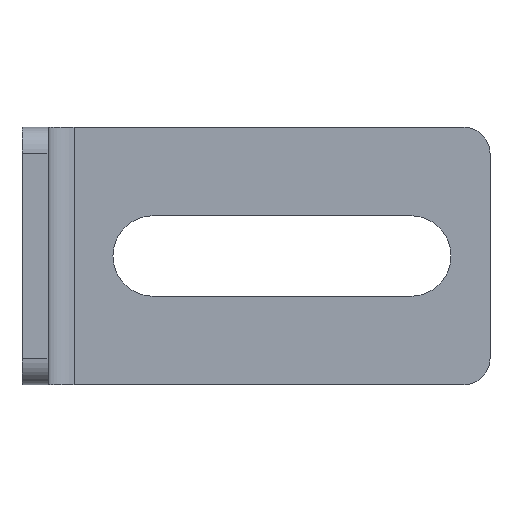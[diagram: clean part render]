
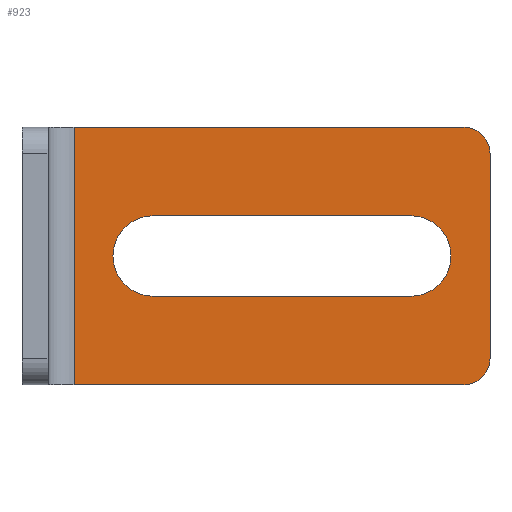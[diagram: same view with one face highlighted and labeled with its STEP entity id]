
A CAD part, left-side view. The second image highlights one B-rep face of the part: STEP entity #923.
In plain terms, the highlighted planar face has unit normal (-1, 0, 0).
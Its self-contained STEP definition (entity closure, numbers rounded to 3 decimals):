
#18 = ORIENTED_EDGE ( 'NONE', *, *, #166, .F. ) ;
#20 = LINE ( 'NONE', #940, #249 ) ;
#25 = DIRECTION ( 'NONE',  ( 0., -1., 0. ) ) ;
#28 = ORIENTED_EDGE ( 'NONE', *, *, #863, .F. ) ;
#32 = CARTESIAN_POINT ( 'NONE',  ( -2., -4., 0. ) ) ;
#72 = AXIS2_PLACEMENT_3D ( 'NONE', #1009, #199, #25 ) ;
#87 = CARTESIAN_POINT ( 'NONE',  ( -2., -10.1, 13. ) ) ;
#94 = AXIS2_PLACEMENT_3D ( 'NONE', #916, #112, #1094 ) ;
#103 = CARTESIAN_POINT ( 'NONE',  ( -2., -29.9, 9.9 ) ) ;
#112 = DIRECTION ( 'NONE',  ( -1., 0., 0. ) ) ;
#114 = CARTESIAN_POINT ( 'NONE',  ( -2., 0., 19.8 ) ) ;
#154 = VERTEX_POINT ( 'NONE', #318 ) ;
#166 = EDGE_CURVE ( 'NONE', #720, #319, #954, .T. ) ;
#171 = LINE ( 'NONE', #280, #949 ) ;
#178 = CARTESIAN_POINT ( 'NONE',  ( -2., -36., 64.325 ) ) ;
#186 = DIRECTION ( 'NONE',  ( 0., 0., -1. ) ) ;
#194 = VECTOR ( 'NONE', #838, 1000. ) ;
#199 = DIRECTION ( 'NONE',  ( -1., 0., 0. ) ) ;
#211 = CARTESIAN_POINT ( 'NONE',  ( -2., -34., 0. ) ) ;
#230 = ORIENTED_EDGE ( 'NONE', *, *, #972, .F. ) ;
#249 = VECTOR ( 'NONE', #381, 1000. ) ;
#262 = DIRECTION ( 'NONE',  ( 0., 0., -1. ) ) ;
#272 = LINE ( 'NONE', #178, #689 ) ;
#275 = CARTESIAN_POINT ( 'NONE',  ( -2., -4., 0. ) ) ;
#280 = CARTESIAN_POINT ( 'NONE',  ( -2., -29.9, 13. ) ) ;
#286 = CARTESIAN_POINT ( 'NONE',  ( -2., -10.1, 6.8 ) ) ;
#318 = CARTESIAN_POINT ( 'NONE',  ( -2., -36., 17.8 ) ) ;
#319 = VERTEX_POINT ( 'NONE', #985 ) ;
#333 = ORIENTED_EDGE ( 'NONE', *, *, #800, .T. ) ;
#381 = DIRECTION ( 'NONE',  ( 0., 1., 0. ) ) ;
#393 = DIRECTION ( 'NONE',  ( 0., -1., 0. ) ) ;
#402 = LINE ( 'NONE', #114, #194 ) ;
#435 = CARTESIAN_POINT ( 'NONE',  ( -2., -29.9, 6.8 ) ) ;
#446 = LINE ( 'NONE', #808, #500 ) ;
#463 = CARTESIAN_POINT ( 'NONE',  ( -2., -34., 19.8 ) ) ;
#471 = ORIENTED_EDGE ( 'NONE', *, *, #1159, .F. ) ;
#500 = VECTOR ( 'NONE', #719, 1000. ) ;
#538 = AXIS2_PLACEMENT_3D ( 'NONE', #1114, #988, #899 ) ;
#547 = DIRECTION ( 'NONE',  ( 0., 1., 0. ) ) ;
#565 = VERTEX_POINT ( 'NONE', #961 ) ;
#576 = ORIENTED_EDGE ( 'NONE', *, *, #917, .F. ) ;
#583 = CARTESIAN_POINT ( 'NONE',  ( -2., -4., 19.8 ) ) ;
#593 = DIRECTION ( 'NONE',  ( -1., 0., 0. ) ) ;
#625 = ORIENTED_EDGE ( 'NONE', *, *, #794, .F. ) ;
#633 = CIRCLE ( 'NONE', #94, 3.1 ) ;
#689 = VECTOR ( 'NONE', #262, 1000. ) ;
#719 = DIRECTION ( 'NONE',  ( 0., -1., 0. ) ) ;
#720 = VERTEX_POINT ( 'NONE', #435 ) ;
#725 = ORIENTED_EDGE ( 'NONE', *, *, #1066, .F. ) ;
#745 = DIRECTION ( 'NONE',  ( -1., 0., 0. ) ) ;
#757 = FACE_BOUND ( 'NONE', #1184, .T. ) ;
#765 = VECTOR ( 'NONE', #186, 1000. ) ;
#787 = EDGE_LOOP ( 'NONE', ( #1167, #1050, #230, #921, #471, #333 ) ) ;
#794 = EDGE_CURVE ( 'NONE', #565, #965, #171, .T. ) ;
#800 = EDGE_CURVE ( 'NONE', #1155, #1152, #816, .T. ) ;
#803 = CIRCLE ( 'NONE', #987, 2. ) ;
#808 = CARTESIAN_POINT ( 'NONE',  ( -2., -29.9, 6.8 ) ) ;
#810 = VERTEX_POINT ( 'NONE', #823 ) ;
#816 = LINE ( 'NONE', #275, #765 ) ;
#823 = CARTESIAN_POINT ( 'NONE',  ( -2., -36., 2. ) ) ;
#838 = DIRECTION ( 'NONE',  ( 0., -1., 0. ) ) ;
#863 = EDGE_CURVE ( 'NONE', #965, #880, #633, .T. ) ;
#864 = EDGE_CURVE ( 'NONE', #901, #1152, #20, .T. ) ;
#871 = CIRCLE ( 'NONE', #1041, 3.1 ) ;
#880 = VERTEX_POINT ( 'NONE', #286 ) ;
#889 = CIRCLE ( 'NONE', #72, 2. ) ;
#899 = DIRECTION ( 'NONE',  ( 0., -1., 0. ) ) ;
#900 = EDGE_CURVE ( 'NONE', #154, #1080, #889, .T. ) ;
#901 = VERTEX_POINT ( 'NONE', #211 ) ;
#916 = CARTESIAN_POINT ( 'NONE',  ( -2., -10.1, 9.9 ) ) ;
#917 = EDGE_CURVE ( 'NONE', #319, #565, #871, .T. ) ;
#921 = ORIENTED_EDGE ( 'NONE', *, *, #900, .T. ) ;
#923 = ADVANCED_FACE ( 'NONE', ( #757, #1102 ), #1025, .T. ) ;
#940 = CARTESIAN_POINT ( 'NONE',  ( -2., 0., 0. ) ) ;
#942 = DIRECTION ( 'NONE',  ( 0., -1., 0. ) ) ;
#943 = DIRECTION ( 'NONE',  ( -1., 0., 0. ) ) ;
#949 = VECTOR ( 'NONE', #547, 1000. ) ;
#954 = CIRCLE ( 'NONE', #1101, 3.1 ) ;
#961 = CARTESIAN_POINT ( 'NONE',  ( -2., -29.9, 13. ) ) ;
#965 = VERTEX_POINT ( 'NONE', #87 ) ;
#972 = EDGE_CURVE ( 'NONE', #154, #810, #272, .T. ) ;
#985 = CARTESIAN_POINT ( 'NONE',  ( -2., -33., 9.9 ) ) ;
#987 = AXIS2_PLACEMENT_3D ( 'NONE', #1096, #593, #942 ) ;
#988 = DIRECTION ( 'NONE',  ( -1., 0., 0. ) ) ;
#1009 = CARTESIAN_POINT ( 'NONE',  ( -2., -34., 17.8 ) ) ;
#1022 = DIRECTION ( 'NONE',  ( 0., -1., 0. ) ) ;
#1025 = PLANE ( 'NONE',  #538 ) ;
#1031 = CARTESIAN_POINT ( 'NONE',  ( -2., -29.9, 9.9 ) ) ;
#1041 = AXIS2_PLACEMENT_3D ( 'NONE', #103, #745, #393 ) ;
#1050 = ORIENTED_EDGE ( 'NONE', *, *, #1174, .T. ) ;
#1066 = EDGE_CURVE ( 'NONE', #880, #720, #446, .T. ) ;
#1080 = VERTEX_POINT ( 'NONE', #463 ) ;
#1094 = DIRECTION ( 'NONE',  ( 0., -1., 0. ) ) ;
#1096 = CARTESIAN_POINT ( 'NONE',  ( -2., -34., 2. ) ) ;
#1101 = AXIS2_PLACEMENT_3D ( 'NONE', #1031, #943, #1022 ) ;
#1102 = FACE_OUTER_BOUND ( 'NONE', #787, .T. ) ;
#1114 = CARTESIAN_POINT ( 'NONE',  ( -2., 0., 64.325 ) ) ;
#1152 = VERTEX_POINT ( 'NONE', #32 ) ;
#1155 = VERTEX_POINT ( 'NONE', #583 ) ;
#1159 = EDGE_CURVE ( 'NONE', #1155, #1080, #402, .T. ) ;
#1167 = ORIENTED_EDGE ( 'NONE', *, *, #864, .F. ) ;
#1174 = EDGE_CURVE ( 'NONE', #901, #810, #803, .T. ) ;
#1184 = EDGE_LOOP ( 'NONE', ( #18, #725, #28, #625, #576 ) ) ;
